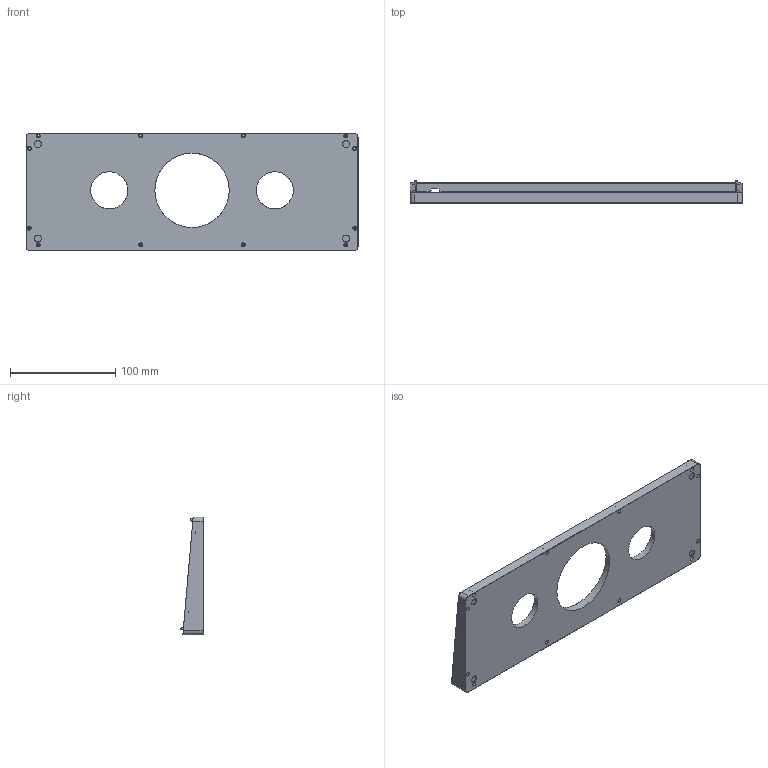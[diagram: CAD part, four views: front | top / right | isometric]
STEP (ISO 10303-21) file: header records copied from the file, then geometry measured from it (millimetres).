
FILE_DESCRIPTION(/* description */ (''),/* implementation_level */ '2;1');
FILE_NAME(/* name */ 'base.step',/* time_stamp */ '2019-09-21T19:42:10+01:00',/* author */ (''),/* organization */ (''),/* preprocessor_version */ 'ST-DEVELOPER v18',/* originating_system */ 'Autodesk Translation Framework v8.6.0.1094',/* authorisation */ '');
FILE_SCHEMA (('AUTOMOTIVE_DESIGN { 1 0 10303 214 3 1 1 }'));
Length unit declared in the file: millimetre
Products named in the file (1): base
Bounding box: 315.75 x 21.51 x 111.8 mm (x, y, z)
Volume: 222449.5 mm3; surface area: 82992.4 mm2
Topology: 1 solids, 1 shells, 143 faces, 356 edges, 238 vertices
Faces by surface type: cylinder 73, plane 56, cone 6, torus 4, bspline 4
Full cylindrical faces by diameter (mm): 1.623 x2, 2.1 x16, 3.8 x12, 6.6 x4, 35.355 x2, 70.711 x1
Entity records: 4538 total; most frequent: CARTESIAN_POINT 842, DIRECTION 818, ORIENTED_EDGE 708, EDGE_CURVE 354, AXIS2_PLACEMENT_3D 324, VERTEX_POINT 238, EDGE_LOOP 200, LINE 170
